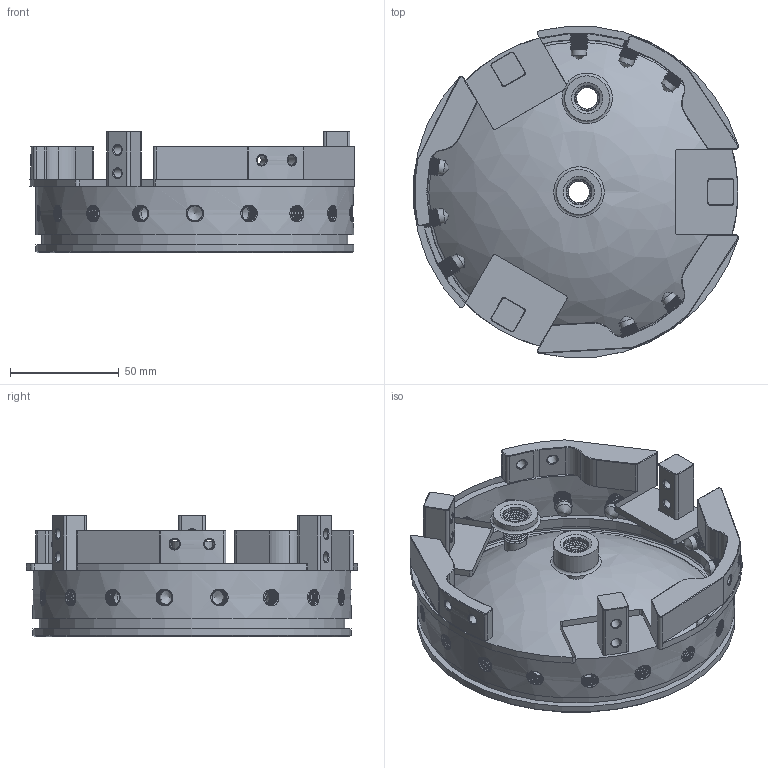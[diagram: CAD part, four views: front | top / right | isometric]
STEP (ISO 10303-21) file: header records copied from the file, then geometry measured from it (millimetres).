
FILE_DESCRIPTION(/* description */ (''),/* implementation_level */ '2;1');
FILE_NAME(/* name */ 'LA0004-L_A_1-Fuel Tank Layout.stp',/* time_stamp */ '2026-01-20T00:44:34-05:00',/* author */ (''),/* organization */ (''),/* preprocessor_version */ 'ST-DEVELOPER v18.102',/* originating_system */ 'SIEMENS PLM Software NX 2027',/* authorisation */ '');
FILE_SCHEMA (('AUTOMOTIVE_DESIGN { 1 0 10303 214 3 1 1 1 }'));
Products named in the file (1): A_objects
Bounding box: 149.13 x 152.02 x 55.85 mm (x, y, z)
Volume: 360888.2 mm3; surface area: 77545.2 mm2
Topology: 1 solids, 1 shells, 501 faces, 1394 edges, 901 vertices
Faces by surface type: cylinder 255, plane 109, cone 89, bspline 41, torus 7
Full cylindrical faces by diameter (mm): 4.305 x6, 4.496 x6, 6.909 x126, 9.9 x17, 11.532 x2, 20.625 x2, 140.411 x1, 145.974 x2
Entity records: 46915 total; most frequent: CARTESIAN_POINT 39157, ORIENTED_EDGE 1554, DIRECTION 1458, EDGE_CURVE 777, AXIS2_PLACEMENT_3D 566, VERTEX_POINT 539, EDGE_LOOP 486, ADVANCED_FACE 358
